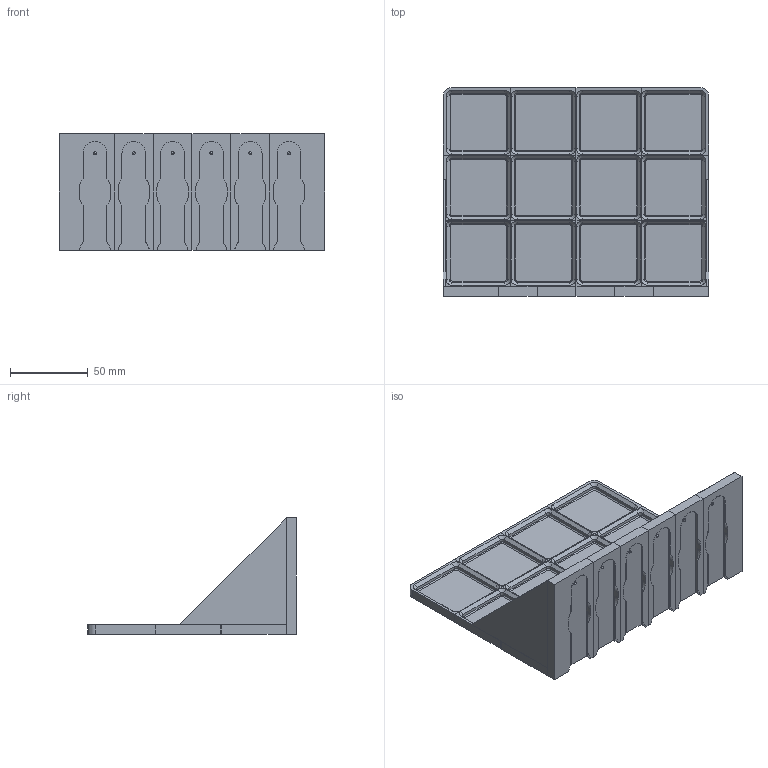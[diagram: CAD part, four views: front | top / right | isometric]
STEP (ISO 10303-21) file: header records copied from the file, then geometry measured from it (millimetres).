
FILE_DESCRIPTION(('HOOPS Exchange Step'),'2;1');
FILE_NAME('temp_export','2024-07-24T20:21:14+02:00',('ddanier'),('Shapr3D Limited'),'HOOPS Exchange 2024.2','Shapr3D','Authorized');
FILE_SCHEMA( ('AUTOMOTIVE_DESIGN { 1 0 10303 214 1 1 1 1 }') );
Length unit declared in the file: millimetre
Products named in the file (1): Gridfinity 4x3 shelve
Bounding box: 171 x 134.5 x 75 mm (x, y, z)
Volume: 110403.7 mm3; surface area: 111503.4 mm2
Topology: 20 solids, 20 shells, 546 faces, 1260 edges, 766 vertices
Faces by surface type: plane 340, cone 108, cylinder 86, bspline 12
Entity records: 15437 total; most frequent: CARTESIAN_POINT 3113, DIRECTION 2526, ORIENTED_EDGE 2508, EDGE_CURVE 1254, VECTOR 944, LINE 944, AXIS2_PLACEMENT_3D 791, VERTEX_POINT 766
